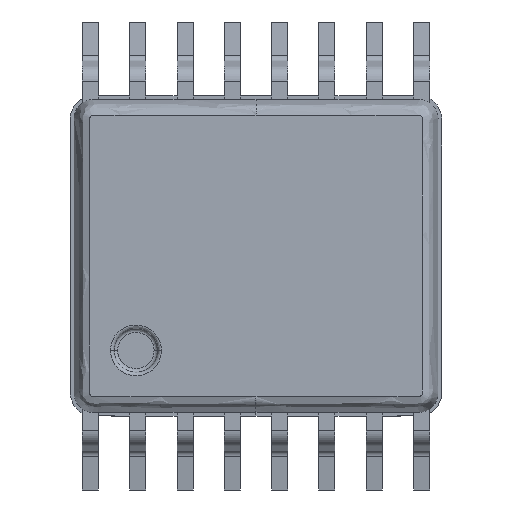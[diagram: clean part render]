
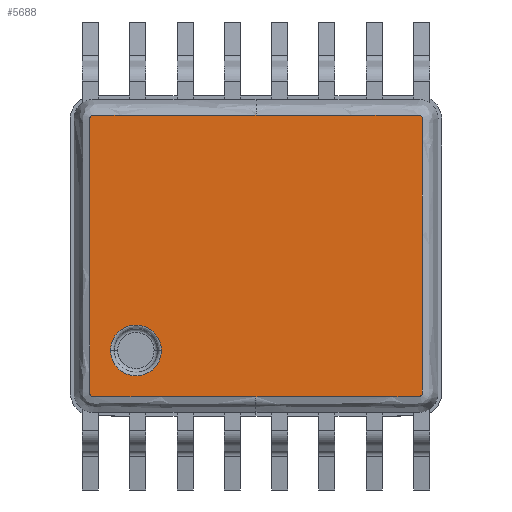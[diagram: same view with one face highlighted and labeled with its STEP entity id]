
A CAD part, top view. The second image highlights one B-rep face of the part: STEP entity #5688.
In plain terms, the highlighted planar face has unit normal (0, 0, 1).
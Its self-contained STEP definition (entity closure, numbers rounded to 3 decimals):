
#2090 = EDGE_CURVE('',#2091,#2093,#2095,.T.);
#2091 = VERTEX_POINT('',#2092);
#2092 = CARTESIAN_POINT('',(0.,-1.935,
    1.109));
#2093 = VERTEX_POINT('',#2094);
#2094 = CARTESIAN_POINT('',(0.,1.935,
    1.109));
#2095 = B_SPLINE_CURVE_WITH_KNOTS('',3,(#2096,#2097,#2098,#2099,#2100,
    #2101,#2102,#2103,#2104,#2105,#2106,#2107,#2108,#2109,#2110,#2111,
    #2112,#2113,#2114,#2115,#2116,#2117,#2118,#2119,#2120,#2121,#2122,
    #2123),.UNSPECIFIED.,.F.,.F.,(4,1,1,1,1,1,1,1,1,1,1,1,1,1,1,1,1,1,1,
    1,1,1,1,1,1,4),(0.,0.546,1.093,2.185,
    2.22,2.254,2.264,2.275,
    2.285,2.296,2.33,2.364,
    3.282,4.199,5.117,6.034,
    6.068,6.103,6.113,6.124,
    6.134,6.145,6.179,6.213,
    7.306,8.398),.UNSPECIFIED.);
#2096 = CARTESIAN_POINT('',(0.,-1.935,
    1.109));
#2097 = CARTESIAN_POINT('',(0.182,-1.935,
    1.109));
#2098 = CARTESIAN_POINT('',(0.546,-1.935,1.109
    ));
#2099 = CARTESIAN_POINT('',(1.275,-1.935,
    1.109));
#2100 = CARTESIAN_POINT('',(1.833,-1.936,
    1.109));
#2101 = CARTESIAN_POINT('',(2.22,-1.935,1.109
    ));
#2102 = CARTESIAN_POINT('',(2.246,-1.937,
    1.109));
#2103 = CARTESIAN_POINT('',(2.263,-1.928,
    1.109));
#2104 = CARTESIAN_POINT('',(2.271,-1.921,
    1.109));
#2105 = CARTESIAN_POINT('',(2.278,-1.913,
    1.109));
#2106 = CARTESIAN_POINT('',(2.287,-1.896,
    1.109));
#2107 = CARTESIAN_POINT('',(2.285,-1.869,
    1.109));
#2108 = CARTESIAN_POINT('',(2.286,-1.541,
    1.109));
#2109 = CARTESIAN_POINT('',(2.285,-0.918,
    1.109));
#2110 = CARTESIAN_POINT('',(2.286,0.,
    1.109));
#2111 = CARTESIAN_POINT('',(2.285,0.917,1.109)
  );
#2112 = CARTESIAN_POINT('',(2.286,1.54,1.109
    ));
#2113 = CARTESIAN_POINT('',(2.285,1.869,1.109)
  );
#2114 = CARTESIAN_POINT('',(2.287,1.896,1.109
    ));
#2115 = CARTESIAN_POINT('',(2.278,1.912,1.109
    ));
#2116 = CARTESIAN_POINT('',(2.271,1.921,1.109
    ));
#2117 = CARTESIAN_POINT('',(2.263,1.927,1.109
    ));
#2118 = CARTESIAN_POINT('',(2.246,1.936,1.109
    ));
#2119 = CARTESIAN_POINT('',(2.22,1.935,1.109
    ));
#2120 = CARTESIAN_POINT('',(1.833,1.935,1.109
    ));
#2121 = CARTESIAN_POINT('',(1.093,1.935,1.109
    ));
#2122 = CARTESIAN_POINT('',(0.364,1.935,1.109
    ));
#2123 = CARTESIAN_POINT('',(0.,1.935,
    1.109));
#5688 = ADVANCED_FACE('',(#5689,#5723),#5761,.T.);
#5689 = FACE_BOUND('',#5690,.T.);
#5690 = EDGE_LOOP('',(#5691,#5692));
#5691 = ORIENTED_EDGE('',*,*,#2090,.T.);
#5692 = ORIENTED_EDGE('',*,*,#5693,.T.);
#5693 = EDGE_CURVE('',#2093,#2091,#5694,.T.);
#5694 = B_SPLINE_CURVE_WITH_KNOTS('',3,(#5695,#5696,#5697,#5698,#5699,
    #5700,#5701,#5702,#5703,#5704,#5705,#5706,#5707,#5708,#5709,#5710,
    #5711,#5712,#5713,#5714,#5715,#5716,#5717,#5718,#5719,#5720,#5721,
    #5722),.UNSPECIFIED.,.F.,.F.,(4,1,1,1,1,1,1,1,1,1,1,1,1,1,1,1,1,1,1,
    1,1,1,1,1,1,4),(8.398,9.491,10.584,
    10.618,10.652,10.663,10.673,
    10.684,10.694,10.728,10.763,
    11.68,12.598,13.515,14.433,
    14.467,14.501,14.512,14.522,
    14.533,14.543,14.577,14.611,
    15.704,16.25,16.797),.UNSPECIFIED.);
#5695 = CARTESIAN_POINT('',(0.,1.935,
    1.109));
#5696 = CARTESIAN_POINT('',(-0.364,1.935,1.109
    ));
#5697 = CARTESIAN_POINT('',(-1.093,1.935,
    1.109));
#5698 = CARTESIAN_POINT('',(-1.832,1.935,1.109
    ));
#5699 = CARTESIAN_POINT('',(-2.219,1.935,
    1.109));
#5700 = CARTESIAN_POINT('',(-2.246,1.936,
    1.109));
#5701 = CARTESIAN_POINT('',(-2.263,1.927,
    1.109));
#5702 = CARTESIAN_POINT('',(-2.271,1.92,1.109
    ));
#5703 = CARTESIAN_POINT('',(-2.278,1.912,
    1.109));
#5704 = CARTESIAN_POINT('',(-2.286,1.896,
    1.109));
#5705 = CARTESIAN_POINT('',(-2.285,1.869,
    1.109));
#5706 = CARTESIAN_POINT('',(-2.286,1.54,
    1.109));
#5707 = CARTESIAN_POINT('',(-2.285,0.917,
    1.109));
#5708 = CARTESIAN_POINT('',(-2.285,0.,
    1.109));
#5709 = CARTESIAN_POINT('',(-2.285,-0.918,
    1.109));
#5710 = CARTESIAN_POINT('',(-2.286,-1.541,
    1.109));
#5711 = CARTESIAN_POINT('',(-2.285,-1.869,
    1.109));
#5712 = CARTESIAN_POINT('',(-2.286,-1.896,
    1.109));
#5713 = CARTESIAN_POINT('',(-2.278,-1.913,
    1.109));
#5714 = CARTESIAN_POINT('',(-2.271,-1.921,
    1.109));
#5715 = CARTESIAN_POINT('',(-2.263,-1.928,
    1.109));
#5716 = CARTESIAN_POINT('',(-2.246,-1.937,
    1.109));
#5717 = CARTESIAN_POINT('',(-2.219,-1.935,
    1.109));
#5718 = CARTESIAN_POINT('',(-1.832,-1.936,
    1.109));
#5719 = CARTESIAN_POINT('',(-1.275,-1.935,
    1.109));
#5720 = CARTESIAN_POINT('',(-0.546,-1.935,
    1.109));
#5721 = CARTESIAN_POINT('',(-0.182,-1.935,
    1.109));
#5722 = CARTESIAN_POINT('',(0.,-1.935,
    1.109));
#5723 = FACE_BOUND('',#5724,.T.);
#5724 = EDGE_LOOP('',(#5725,#5745));
#5725 = ORIENTED_EDGE('',*,*,#5726,.F.);
#5726 = EDGE_CURVE('',#5727,#5729,#5731,.T.);
#5727 = VERTEX_POINT('',#5728);
#5728 = CARTESIAN_POINT('',(-2.,-1.299,
    1.109));
#5729 = VERTEX_POINT('',#5730);
#5730 = CARTESIAN_POINT('',(-1.3,-1.299,
    1.109));
#5731 = ( BOUNDED_CURVE() B_SPLINE_CURVE(3,(#5732,#5733,#5734,#5735,
    #5736,#5737,#5738,#5739,#5740,#5741,#5742,#5743,#5744),
.UNSPECIFIED.,.F.,.F.) B_SPLINE_CURVE_WITH_KNOTS((4,3,3,3,4),(
    1.1,1.374,1.649,1.924,
2.199),.UNSPECIFIED.) CURVE() GEOMETRIC_REPRESENTATION_ITEM() 
RATIONAL_B_SPLINE_CURVE((1.,1.,1.,1.,1.,1.,1.,1.,1.,1.,1.,1.,1.)) 
REPRESENTATION_ITEM('') );
#5732 = CARTESIAN_POINT('',(-2.,-1.299,
    1.109));
#5733 = CARTESIAN_POINT('',(-2.,-1.391,
    1.109));
#5734 = CARTESIAN_POINT('',(-1.962,-1.482,
    1.109));
#5735 = CARTESIAN_POINT('',(-1.898,-1.547,
    1.109));
#5736 = CARTESIAN_POINT('',(-1.833,-1.612,
    1.109));
#5737 = CARTESIAN_POINT('',(-1.742,-1.65,
    1.109));
#5738 = CARTESIAN_POINT('',(-1.65,-1.65,
    1.109));
#5739 = CARTESIAN_POINT('',(-1.559,-1.65,
    1.109));
#5740 = CARTESIAN_POINT('',(-1.467,-1.612,
    1.109));
#5741 = CARTESIAN_POINT('',(-1.402,-1.547,
    1.109));
#5742 = CARTESIAN_POINT('',(-1.338,-1.482,
    1.109));
#5743 = CARTESIAN_POINT('',(-1.3,-1.391,1.109
    ));
#5744 = CARTESIAN_POINT('',(-1.3,-1.299,
    1.109));
#5745 = ORIENTED_EDGE('',*,*,#5746,.F.);
#5746 = EDGE_CURVE('',#5729,#5727,#5747,.T.);
#5747 = ( BOUNDED_CURVE() B_SPLINE_CURVE(3,(#5748,#5749,#5750,#5751,
    #5752,#5753,#5754,#5755,#5756,#5757,#5758,#5759,#5760),
.UNSPECIFIED.,.F.,.F.) B_SPLINE_CURVE_WITH_KNOTS((4,3,3,3,4),(0.,
    0.275,0.55,0.825,1.1),
.UNSPECIFIED.) CURVE() GEOMETRIC_REPRESENTATION_ITEM() 
RATIONAL_B_SPLINE_CURVE((1.,1.,1.,1.,1.,1.,1.,1.,1.,1.,1.,1.,1.)) 
REPRESENTATION_ITEM('') );
#5748 = CARTESIAN_POINT('',(-1.3,-1.299,
    1.109));
#5749 = CARTESIAN_POINT('',(-1.3,-1.208,1.109
    ));
#5750 = CARTESIAN_POINT('',(-1.338,-1.116,
    1.109));
#5751 = CARTESIAN_POINT('',(-1.402,-1.052,
    1.109));
#5752 = CARTESIAN_POINT('',(-1.467,-0.987,
    1.109));
#5753 = CARTESIAN_POINT('',(-1.559,-0.949,
    1.109));
#5754 = CARTESIAN_POINT('',(-1.65,-0.949,
    1.109));
#5755 = CARTESIAN_POINT('',(-1.742,-0.949,
    1.109));
#5756 = CARTESIAN_POINT('',(-1.833,-0.987,
    1.109));
#5757 = CARTESIAN_POINT('',(-1.898,-1.052,
    1.109));
#5758 = CARTESIAN_POINT('',(-1.962,-1.116,
    1.109));
#5759 = CARTESIAN_POINT('',(-2.,-1.208,
    1.109));
#5760 = CARTESIAN_POINT('',(-2.,-1.299,
    1.109));
#5761 = PLANE('',#5762);
#5762 = AXIS2_PLACEMENT_3D('',#5763,#5764,#5765);
#5763 = CARTESIAN_POINT('',(-2.332,-1.975,
    1.109));
#5764 = DIRECTION('',(0.,0.,1.));
#5765 = DIRECTION('',(1.,0.,0.));
